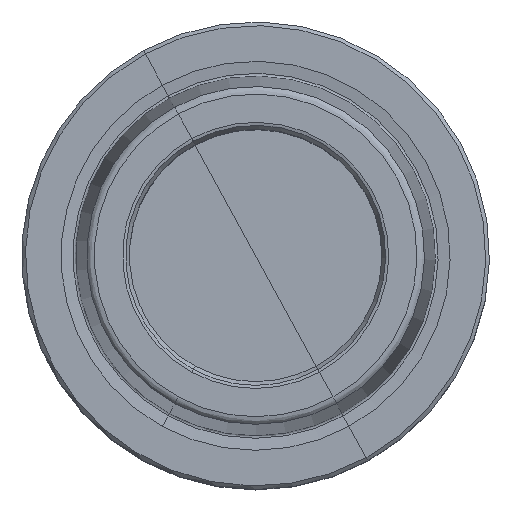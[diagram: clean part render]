
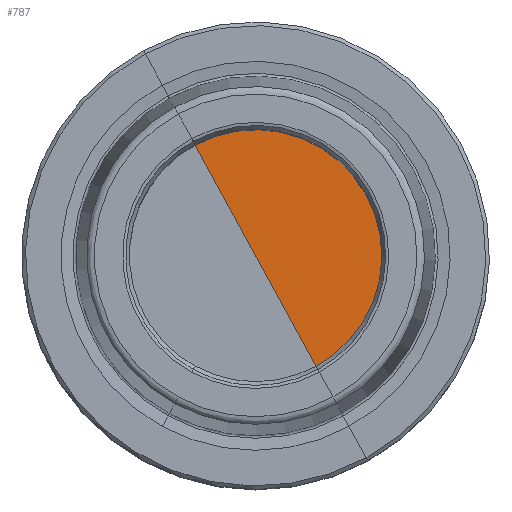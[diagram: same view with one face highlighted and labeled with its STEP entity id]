
A CAD part, top view. The second image highlights one B-rep face of the part: STEP entity #787.
In plain terms, the highlighted planar face has unit normal (0, 0, 1).
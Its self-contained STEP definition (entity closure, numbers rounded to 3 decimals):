
#588=AXIS2_PLACEMENT_3D('Circle Axis2P3D',#586,#587,$) ;
#776=AXIS2_PLACEMENT_3D('Plane Axis2P3D',#773,#774,#775) ;
#586=CARTESIAN_POINT('Axis2P3D Location',(0.,0.,-10.)) ;
#590=CARTESIAN_POINT('Vertex',(8.15,-14.919,-10.)) ;
#592=CARTESIAN_POINT('Vertex',(-8.15,14.919,-10.)) ;
#773=CARTESIAN_POINT('Axis2P3D Location',(0.,-15.75,-10.)) ;
#778=CARTESIAN_POINT('Line Origine',(0.,0.,-10.)) ;
#587=DIRECTION('Axis2P3D Direction',(0.,0.,1.)) ;
#774=DIRECTION('Axis2P3D Direction',(0.,0.,-1.)) ;
#775=DIRECTION('Axis2P3D XDirection',(-1.,0.,0.)) ;
#779=DIRECTION('Vector Direction',(-0.479,0.878,0.)) ;
#780=VECTOR('Line Direction',#779,1.) ;
#784=ORIENTED_EDGE('',*,*,#782,.T.) ;
#785=ORIENTED_EDGE('',*,*,#594,.T.) ;
#787=ADVANCED_FACE('NOCUT',(#786),#777,.F.) ;
#589=CIRCLE('generated circle',#588,17.) ;
#594=EDGE_CURVE('',#591,#593,#589,.T.) ;
#782=EDGE_CURVE('',#593,#591,#781,.F.) ;
#783=EDGE_LOOP('',(#784,#785)) ;
#786=FACE_OUTER_BOUND('',#783,.T.) ;
#781=LINE('Line',#778,#780) ;
#777=PLANE('',#776) ;
#591=VERTEX_POINT('',#590) ;
#593=VERTEX_POINT('',#592) ;
